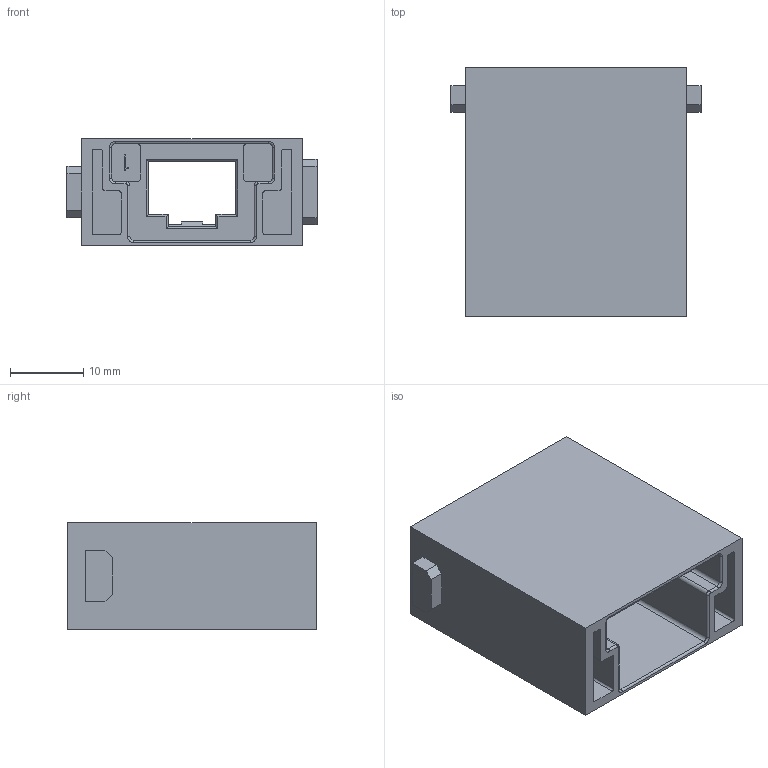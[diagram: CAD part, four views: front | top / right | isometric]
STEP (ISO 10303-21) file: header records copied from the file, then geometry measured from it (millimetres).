
FILE_DESCRIPTION(/* description */ (''),/* implementation_level */ '2;1');
FILE_NAME(/* name */ 'HM-RJ45-M.stp',/* time_stamp */ '2023-02-08T23:57:11+08:00',/* author */ (''),/* organization */ (''),/* preprocessor_version */ 'ST-DEVELOPER v16',/* originating_system */ 'SIEMENS PLM Software NX 10.0',/* authorisation */ '');
FILE_SCHEMA (('AP203_CONFIGURATION_CONTROLLED_3D_DESIGN_OF_MECHANICAL_PARTS_AND_ASSEMBLIES_MIM_LF { 1 0 10303 403 2 1 2}'));
Length unit declared in the file: millimetre
Products named in the file (1): Admi0A2C26ACroow
Bounding box: 34.2 x 34 x 14.6 mm (x, y, z)
Volume: 4347.6 mm3; surface area: 6872.8 mm2
Topology: 1 solids, 1 shells, 159 faces, 432 edges, 278 vertices
Faces by surface type: plane 116, cylinder 34, torus 6, bspline 2, extrusion 1
Entity records: 5073 total; most frequent: CARTESIAN_POINT 909, ORIENTED_EDGE 864, DIRECTION 821, EDGE_CURVE 432, VECTOR 355, LINE 354, VERTEX_POINT 278, AXIS2_PLACEMENT_3D 233
